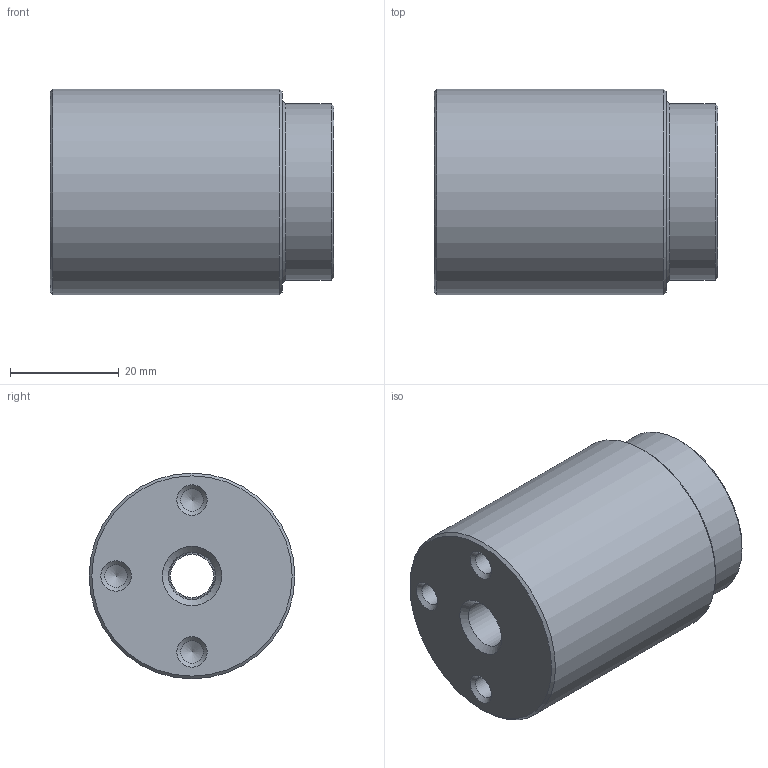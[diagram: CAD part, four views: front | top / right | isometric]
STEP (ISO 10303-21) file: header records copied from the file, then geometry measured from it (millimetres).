
FILE_DESCRIPTION((''),'2;1');
FILE_NAME('FE01.stp','2011-12-09T15:23:42',('steve'),(''),'Autodesk Inventor 2009','Autodesk Inventor 2009','');
FILE_SCHEMA(('AUTOMOTIVE_DESIGN { 1 0 10303 214 1 1 1 1 }'));
Length unit declared in the file: inch
Products named in the file (1): FE01
Bounding box: 52.2 x 37.85 x 37.85 mm (x, y, z)
Volume: 46361.3 mm3; surface area: 11545.7 mm2
Topology: 1 solids, 1 shells, 29 faces, 61 edges, 39 vertices
Faces by surface type: bspline 15, plane 5, cone 5, cylinder 4
Full cylindrical faces by diameter (mm): 13.081 x1, 25.387 x1, 32.512 x1, 37.846 x1
Entity records: 785 total; most frequent: CARTESIAN_POINT 315, DIRECTION 88, ORIENTED_EDGE 58, EDGE_LOOP 58, AXIS2_PLACEMENT_3D 44, VERTEX_POINT 29, CIRCLE 29, EDGE_CURVE 29
